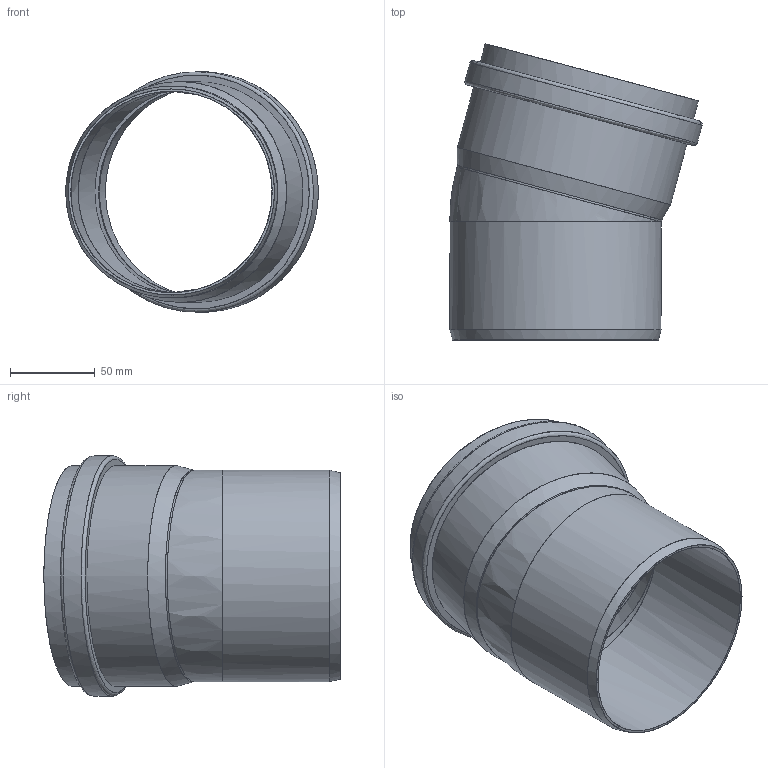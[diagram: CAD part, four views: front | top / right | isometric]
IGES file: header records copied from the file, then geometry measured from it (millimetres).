
Global section: file name: 01012_C15 125.igs; native system: NX V4.0; preprocessor: UGS NX IGES V5.0; date: 20090715.090310; units: millimetre
Bounding box: 149.2 x 175.05 x 142.09 mm (x, y, z)
Surface area: 148604.7 mm2 (no closed solid volume)
Topology: 0 solids, 0 shells, 31 faces, 409 edges, 384 vertices
Faces by surface type: bspline 31
